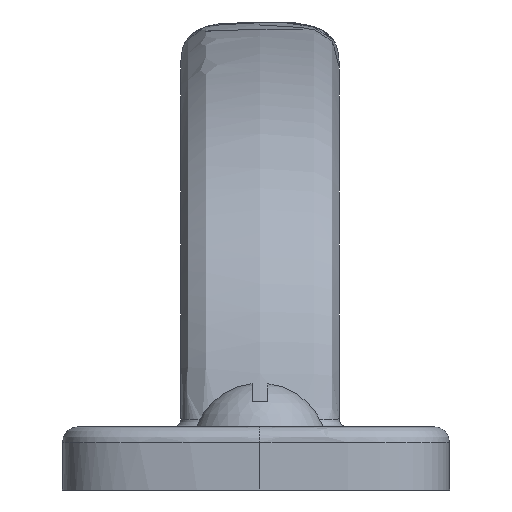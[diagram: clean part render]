
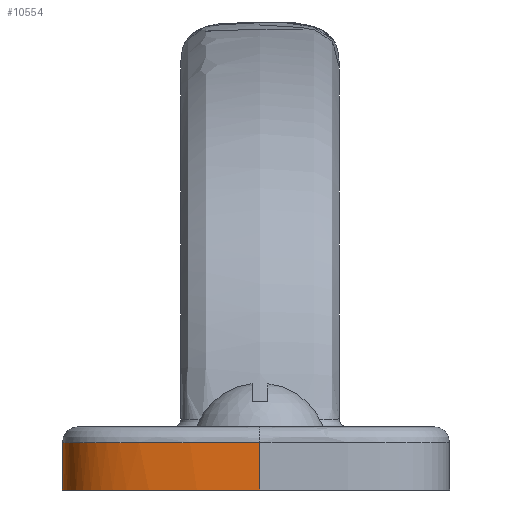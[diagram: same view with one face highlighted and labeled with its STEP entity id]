
A CAD part, left-side view. The second image highlights one B-rep face of the part: STEP entity #10554.
In plain terms, the highlighted free-form (B-spline) face has degree [3, 1] with [7, 2] control points.
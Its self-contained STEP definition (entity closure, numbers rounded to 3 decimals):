
#25=B_SPLINE_SURFACE_WITH_KNOTS('',3,1,((#18688,#18689),(#18690,#18691),
(#18692,#18693),(#18694,#18695),(#18696,#18697),(#18698,#18699),(#18700,
#18701)),.UNSPECIFIED.,.F.,.F.,.F.,(4,3,4),(2,2),(-40.,-20.,0.),(0.,0.48),
 .UNSPECIFIED.);
#102=B_SPLINE_CURVE_WITH_KNOTS('',3,(#18496,#18497,#18498,#18499,#18500),
 .UNSPECIFIED.,.F.,.F.,(4,1,4),(0.593,16.554,33.107),
 .UNSPECIFIED.);
#106=B_SPLINE_CURVE_WITH_KNOTS('',3,(#18640,#18641,#18642,#18643),
 .UNSPECIFIED.,.F.,.F.,(4,4),(-0.593,-0.539),
 .UNSPECIFIED.);
#111=B_SPLINE_CURVE_WITH_KNOTS('',3,(#18683,#18684,#18685,#18686,#18687),
 .UNSPECIFIED.,.F.,.F.,(4,1,4),(-40.,-20.,0.),.UNSPECIFIED.);
#112=B_SPLINE_CURVE_WITH_KNOTS('',3,(#18704,#18705,#18706,#18707),
 .UNSPECIFIED.,.F.,.F.,(4,4),(39.349,40.),.UNSPECIFIED.);
#1172=FACE_OUTER_BOUND('',#1746,.T.);
#1746=EDGE_LOOP('',(#9953,#9954,#9955,#9956,#9957,#9958));
#3121=LINE('',#18702,#4487);
#3122=LINE('',#18708,#4488);
#4487=VECTOR('',#13644,10.);
#4488=VECTOR('',#13645,10.);
#5513=VERTEX_POINT('',#18334);
#5518=VERTEX_POINT('',#18460);
#5522=VERTEX_POINT('',#18634);
#5525=VERTEX_POINT('',#18676);
#5526=VERTEX_POINT('',#18677);
#5527=VERTEX_POINT('',#18703);
#6994=EDGE_CURVE('',#5513,#5518,#102,.T.);
#7000=EDGE_CURVE('',#5513,#5522,#106,.T.);
#7005=EDGE_CURVE('',#5526,#5525,#111,.T.);
#7006=EDGE_CURVE('',#5525,#5518,#3121,.T.);
#7007=EDGE_CURVE('',#5522,#5527,#112,.T.);
#7008=EDGE_CURVE('',#5526,#5527,#3122,.T.);
#9953=ORIENTED_EDGE('',*,*,#7006,.T.);
#9954=ORIENTED_EDGE('',*,*,#6994,.F.);
#9955=ORIENTED_EDGE('',*,*,#7000,.T.);
#9956=ORIENTED_EDGE('',*,*,#7007,.T.);
#9957=ORIENTED_EDGE('',*,*,#7008,.F.);
#9958=ORIENTED_EDGE('',*,*,#7005,.T.);
#10554=ADVANCED_FACE('',(#1172),#25,.T.);
#13644=DIRECTION('',(0.,0.,1.));
#13645=DIRECTION('',(0.,0.,1.));
#18334=CARTESIAN_POINT('',(-68.022,1.295,3.));
#18460=CARTESIAN_POINT('',(-86.5,0.,3.));
#18496=CARTESIAN_POINT('Ctrl Pts',(-68.022,1.295,3.));
#18497=CARTESIAN_POINT('Ctrl Pts',(-68.41,12.5,3.));
#18498=CARTESIAN_POINT('Ctrl Pts',(-79.625,12.5,3.));
#18499=CARTESIAN_POINT('Ctrl Pts',(-86.5,12.5,3.));
#18500=CARTESIAN_POINT('Ctrl Pts',(-86.5,0.,
3.));
#18634=CARTESIAN_POINT('',(-68.018,1.182,3.));
#18640=CARTESIAN_POINT('Ctrl Pts',(-68.022,1.295,3.));
#18641=CARTESIAN_POINT('Ctrl Pts',(-68.02,1.257,3.));
#18642=CARTESIAN_POINT('Ctrl Pts',(-68.019,1.219,3.));
#18643=CARTESIAN_POINT('Ctrl Pts',(-68.018,1.182,3.));
#18676=CARTESIAN_POINT('',(-86.5,0.,0.));
#18677=CARTESIAN_POINT('',(-68.,0.,0.));
#18683=CARTESIAN_POINT('Ctrl Pts',(-68.,0.,0.));
#18684=CARTESIAN_POINT('Ctrl Pts',(-68.,12.5,0.));
#18685=CARTESIAN_POINT('Ctrl Pts',(-79.5,12.5,0.));
#18686=CARTESIAN_POINT('Ctrl Pts',(-86.5,12.5,0.));
#18687=CARTESIAN_POINT('Ctrl Pts',(-86.5,0.,0.));
#18688=CARTESIAN_POINT('Ctrl Pts',(-68.,0.,0.));
#18689=CARTESIAN_POINT('Ctrl Pts',(-68.,0.,4.8));
#18690=CARTESIAN_POINT('Ctrl Pts',(-68.,12.5,0.));
#18691=CARTESIAN_POINT('Ctrl Pts',(-68.,12.5,4.8));
#18692=CARTESIAN_POINT('Ctrl Pts',(-73.75,12.5,0.));
#18693=CARTESIAN_POINT('Ctrl Pts',(-73.75,12.5,4.8));
#18694=CARTESIAN_POINT('Ctrl Pts',(-78.375,12.5,0.));
#18695=CARTESIAN_POINT('Ctrl Pts',(-78.375,12.5,4.8));
#18696=CARTESIAN_POINT('Ctrl Pts',(-83.,12.5,0.));
#18697=CARTESIAN_POINT('Ctrl Pts',(-83.,12.5,4.8));
#18698=CARTESIAN_POINT('Ctrl Pts',(-86.5,12.5,0.));
#18699=CARTESIAN_POINT('Ctrl Pts',(-86.5,12.5,4.8));
#18700=CARTESIAN_POINT('Ctrl Pts',(-86.5,0.,0.));
#18701=CARTESIAN_POINT('Ctrl Pts',(-86.5,0.,4.8));
#18702=CARTESIAN_POINT('',(-86.5,0.,0.));
#18703=CARTESIAN_POINT('',(-68.,0.,3.));
#18704=CARTESIAN_POINT('Ctrl Pts',(-68.018,1.182,3.));
#18705=CARTESIAN_POINT('Ctrl Pts',(-68.006,0.801,3.));
#18706=CARTESIAN_POINT('Ctrl Pts',(-68.,0.407,3.));
#18707=CARTESIAN_POINT('Ctrl Pts',(-68.,0.,3.));
#18708=CARTESIAN_POINT('',(-68.,0.,0.));
